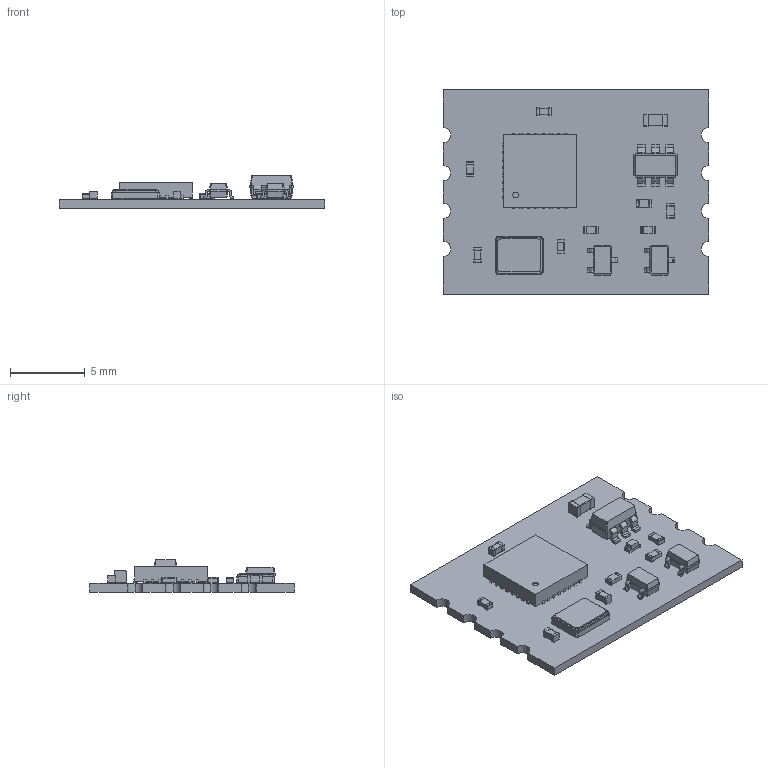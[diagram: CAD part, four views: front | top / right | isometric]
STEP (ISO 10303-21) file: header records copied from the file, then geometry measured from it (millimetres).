
FILE_DESCRIPTION(('KiCad electronic assembly'),'2;1');
FILE_NAME('ykts-mcu-node.step','2022-02-14T13:55:51',('Pcbnew'),('Kicad' ),'Open CASCADE STEP processor 7.5','KiCad to STEP converter', 'Unknown');
FILE_SCHEMA(('AUTOMOTIVE_DESIGN { 1 0 10303 214 1 1 1 1 }'));
Length unit declared in the file: millimetre
Products named in the file (18): ykts-mcu-node 1; C_0603_1608Metric; SOLID; C_0402_1005Metric; LED_0402_1005Metric; R_0402_1005Metric; SOT-23-6; QFN-32-1EP_5x5mm_P0.5mm_EP3.1x3.1mm; Crystal_SMD_3225-4Pin_3.2x2.5mm; SOT-323_SC-70; ykts-mcu-node PCB
Assembly tree (23 placements, depth 3):
  ykts-mcu-node 1
    C_0603_1608Metric
      SOLID
    C_0402_1005Metric  x3
      SOLID
    LED_0402_1005Metric
      SOLID
    R_0402_1005Metric  x4
      SOLID
    SOT-23-6
      SOLID
    QFN-32-1EP_5x5mm_P0.5mm_EP3.1x3.1mm
      SOLID
    Crystal_SMD_3225-4Pin_3.2x2.5mm
      SOLID
    SOT-323_SC-70  x2
      SOLID
    ykts-mcu-node PCB
Bounding box: 17.78 x 13.72 x 2.2 mm (x, y, z)
Volume: 188 mm3; surface area: 694.9 mm2
Topology: 15 solids, 15 shells, 802 faces, 2121 edges, 1362 vertices
Faces by surface type: bspline 776, plane 14, cylinder 12
Entity records: 39228 total; most frequent: CARTESIAN_POINT 13902, B_SPLINE_CURVE_WITH_KNOTS 4239, ORIENTED_EDGE 3186, PCURVE 3186, DEFINITIONAL_REPRESENTATION 3186, EDGE_CURVE 1593, SURFACE_CURVE 1592, VERTEX_POINT 1028
